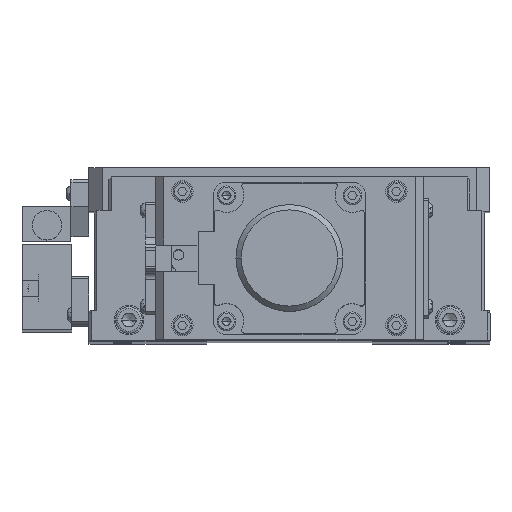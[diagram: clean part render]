
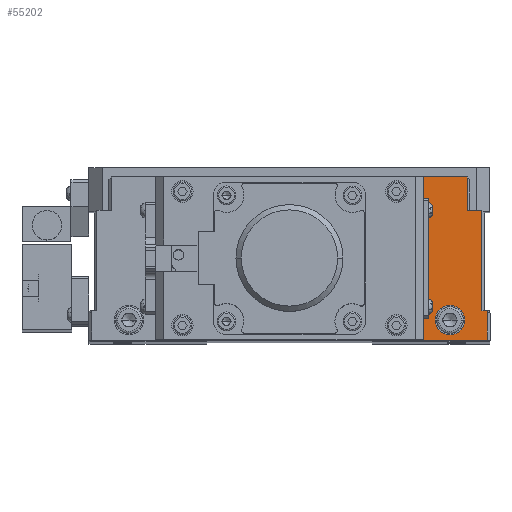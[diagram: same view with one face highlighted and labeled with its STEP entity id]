
A CAD part, top view. The second image highlights one B-rep face of the part: STEP entity #55202.
In plain terms, the highlighted planar face has unit normal (0, 0, 1).
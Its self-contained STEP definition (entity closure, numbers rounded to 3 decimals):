
#741 = VECTOR ( 'NONE', #36123, 1000. ) ;
#1001 = LINE ( 'NONE', #21479, #27606 ) ;
#1184 = VERTEX_POINT ( 'NONE', #37410 ) ;
#1329 = CARTESIAN_POINT ( 'NONE',  ( 74., 0.5, 303. ) ) ;
#1390 = EDGE_CURVE ( 'NONE', #26088, #12348, #5707, .T. ) ;
#1456 = DIRECTION ( 'NONE',  ( 1., 0., 0. ) ) ;
#1652 = DIRECTION ( 'NONE',  ( 0., 0., 1. ) ) ;
#2038 = VERTEX_POINT ( 'NONE', #36984 ) ;
#2440 = ORIENTED_EDGE ( 'NONE', *, *, #1390, .F. ) ;
#2898 = CARTESIAN_POINT ( 'NONE',  ( 72., 11.5, 303. ) ) ;
#3387 = CARTESIAN_POINT ( 'NONE',  ( 50., 61.5, 303. ) ) ;
#4333 = DIRECTION ( 'NONE',  ( -1., 0., 0. ) ) ;
#4499 = LINE ( 'NONE', #9804, #54356 ) ;
#5267 = ORIENTED_EDGE ( 'NONE', *, *, #12677, .T. ) ;
#5707 = CIRCLE ( 'NONE', #43553, 5.5 ) ;
#6358 = VECTOR ( 'NONE', #12703, 1000. ) ;
#6739 = CARTESIAN_POINT ( 'NONE',  ( 74., 11.5, 303. ) ) ;
#7475 = VERTEX_POINT ( 'NONE', #36755 ) ;
#7856 = ORIENTED_EDGE ( 'NONE', *, *, #27660, .F. ) ;
#8069 = DIRECTION ( 'NONE',  ( -1., 0., 0. ) ) ;
#9213 = ORIENTED_EDGE ( 'NONE', *, *, #27972, .F. ) ;
#9804 = CARTESIAN_POINT ( 'NONE',  ( 50., 46., 303. ) ) ;
#9951 = EDGE_CURVE ( 'NONE', #42433, #15768, #28622, .T. ) ;
#11377 = CARTESIAN_POINT ( 'NONE',  ( 66.5, 49., 303. ) ) ;
#12348 = VERTEX_POINT ( 'NONE', #50943 ) ;
#12528 = CARTESIAN_POINT ( 'NONE',  ( 75., 0.5, 303. ) ) ;
#12585 = ORIENTED_EDGE ( 'NONE', *, *, #48715, .F. ) ;
#12677 = EDGE_CURVE ( 'NONE', #50306, #37120, #13699, .T. ) ;
#12703 = DIRECTION ( 'NONE',  ( 0., 1., 0. ) ) ;
#13072 = EDGE_CURVE ( 'NONE', #37252, #40275, #45098, .T. ) ;
#13699 = LINE ( 'NONE', #18428, #741 ) ;
#14055 = CARTESIAN_POINT ( 'NONE',  ( 66.5, 61.5, 303. ) ) ;
#14545 = VERTEX_POINT ( 'NONE', #51386 ) ;
#15491 = CARTESIAN_POINT ( 'NONE',  ( 50., 61.5, 303. ) ) ;
#15768 = VERTEX_POINT ( 'NONE', #6739 ) ;
#15997 = ORIENTED_EDGE ( 'NONE', *, *, #34380, .F. ) ;
#16710 = CARTESIAN_POINT ( 'NONE',  ( 67.5, 61.5, 303. ) ) ;
#17185 = DIRECTION ( 'NONE',  ( 1., 0., 0. ) ) ;
#18349 = CIRCLE ( 'NONE', #28390, 5.5 ) ;
#18428 = CARTESIAN_POINT ( 'NONE',  ( 72., 0.5, 303. ) ) ;
#18687 = VECTOR ( 'NONE', #30239, 1000. ) ;
#18808 = CARTESIAN_POINT ( 'NONE',  ( 60., 8., 303. ) ) ;
#18816 = VERTEX_POINT ( 'NONE', #39469 ) ;
#18949 = EDGE_LOOP ( 'NONE', ( #26161, #24746, #45141, #5267, #7856, #55610, #9213, #31898, #56349, #15997, #48107, #39598 ) ) ;
#19414 = AXIS2_PLACEMENT_3D ( 'NONE', #42700, #34067, #25873 ) ;
#20144 = EDGE_LOOP ( 'NONE', ( #2440, #12585 ) ) ;
#20904 = DIRECTION ( 'NONE',  ( 0., 1., 0. ) ) ;
#21418 = CARTESIAN_POINT ( 'NONE',  ( 73., 11.5, 303. ) ) ;
#21479 = CARTESIAN_POINT ( 'NONE',  ( 50., 16., 303. ) ) ;
#22057 = CARTESIAN_POINT ( 'NONE',  ( 65.5, 8., 303. ) ) ;
#23138 = VECTOR ( 'NONE', #20904, 1000. ) ;
#23561 = LINE ( 'NONE', #49006, #29688 ) ;
#24746 = ORIENTED_EDGE ( 'NONE', *, *, #9951, .T. ) ;
#25873 = DIRECTION ( 'NONE',  ( -1., 0., 0. ) ) ;
#26088 = VERTEX_POINT ( 'NONE', #22057 ) ;
#26161 = ORIENTED_EDGE ( 'NONE', *, *, #56159, .F. ) ;
#26309 = FACE_OUTER_BOUND ( 'NONE', #18949, .T. ) ;
#26653 = DIRECTION ( 'NONE',  ( 1., 0., 0. ) ) ;
#27606 = VECTOR ( 'NONE', #8069, 1000. ) ;
#27660 = EDGE_CURVE ( 'NONE', #37252, #37120, #23561, .T. ) ;
#27972 = EDGE_CURVE ( 'NONE', #18816, #40275, #30280, .T. ) ;
#28053 = EDGE_CURVE ( 'NONE', #7475, #18816, #42595, .T. ) ;
#28204 = CARTESIAN_POINT ( 'NONE',  ( 72., 49., 303. ) ) ;
#28390 = AXIS2_PLACEMENT_3D ( 'NONE', #18808, #1652, #1456 ) ;
#28622 = LINE ( 'NONE', #42310, #23138 ) ;
#29687 = PLANE ( 'NONE',  #19414 ) ;
#29688 = VECTOR ( 'NONE', #44988, 1000. ) ;
#29701 = FACE_BOUND ( 'NONE', #20144, .T. ) ;
#29824 = VECTOR ( 'NONE', #17185, 1000. ) ;
#29999 = VECTOR ( 'NONE', #54742, 1000. ) ;
#30239 = DIRECTION ( 'NONE',  ( 1., 0., 0. ) ) ;
#30280 = LINE ( 'NONE', #16710, #18687 ) ;
#31250 = DIRECTION ( 'NONE',  ( 0., 0., 1. ) ) ;
#31898 = ORIENTED_EDGE ( 'NONE', *, *, #28053, .F. ) ;
#32538 = LINE ( 'NONE', #21418, #29824 ) ;
#33474 = VECTOR ( 'NONE', #38602, 1000. ) ;
#34067 = DIRECTION ( 'NONE',  ( 0., 0., -1. ) ) ;
#34380 = EDGE_CURVE ( 'NONE', #14545, #2038, #55978, .T. ) ;
#34690 = VECTOR ( 'NONE', #50821, 1000. ) ;
#35073 = CARTESIAN_POINT ( 'NONE',  ( 60., 8., 303. ) ) ;
#36123 = DIRECTION ( 'NONE',  ( 0., 1., 0. ) ) ;
#36463 = LINE ( 'NONE', #12528, #52865 ) ;
#36755 = CARTESIAN_POINT ( 'NONE',  ( 50., 46., 303. ) ) ;
#36984 = CARTESIAN_POINT ( 'NONE',  ( 44., 46., 303. ) ) ;
#37120 = VERTEX_POINT ( 'NONE', #28204 ) ;
#37252 = VERTEX_POINT ( 'NONE', #11377 ) ;
#37410 = CARTESIAN_POINT ( 'NONE',  ( 50., 16., 303. ) ) ;
#38602 = DIRECTION ( 'NONE',  ( 0., 1., 0. ) ) ;
#39469 = CARTESIAN_POINT ( 'NONE',  ( 50., 61.5, 303. ) ) ;
#39490 = DIRECTION ( 'NONE',  ( 1., 0., 0. ) ) ;
#39598 = ORIENTED_EDGE ( 'NONE', *, *, #48381, .F. ) ;
#40275 = VERTEX_POINT ( 'NONE', #14055 ) ;
#41270 = EDGE_CURVE ( 'NONE', #2038, #7475, #4499, .T. ) ;
#42310 = CARTESIAN_POINT ( 'NONE',  ( 74., 0.5, 303. ) ) ;
#42433 = VERTEX_POINT ( 'NONE', #1329 ) ;
#42595 = LINE ( 'NONE', #3387, #6358 ) ;
#42700 = CARTESIAN_POINT ( 'NONE',  ( 0., 0.5, 303. ) ) ;
#43553 = AXIS2_PLACEMENT_3D ( 'NONE', #35073, #31250, #39490 ) ;
#44897 = CARTESIAN_POINT ( 'NONE',  ( 50., 0.5, 303. ) ) ;
#44988 = DIRECTION ( 'NONE',  ( 1., 0., 0. ) ) ;
#45098 = LINE ( 'NONE', #56356, #33474 ) ;
#45141 = ORIENTED_EDGE ( 'NONE', *, *, #54374, .F. ) ;
#45798 = EDGE_CURVE ( 'NONE', #1184, #14545, #1001, .T. ) ;
#46351 = CARTESIAN_POINT ( 'NONE',  ( 44., 46., 303. ) ) ;
#48107 = ORIENTED_EDGE ( 'NONE', *, *, #45798, .F. ) ;
#48381 = EDGE_CURVE ( 'NONE', #49214, #1184, #49144, .T. ) ;
#48715 = EDGE_CURVE ( 'NONE', #12348, #26088, #18349, .T. ) ;
#49006 = CARTESIAN_POINT ( 'NONE',  ( 67.5, 49., 303. ) ) ;
#49144 = LINE ( 'NONE', #15491, #34690 ) ;
#49214 = VERTEX_POINT ( 'NONE', #44897 ) ;
#50306 = VERTEX_POINT ( 'NONE', #2898 ) ;
#50821 = DIRECTION ( 'NONE',  ( 0., 1., 0. ) ) ;
#50943 = CARTESIAN_POINT ( 'NONE',  ( 54.5, 8., 303. ) ) ;
#51386 = CARTESIAN_POINT ( 'NONE',  ( 44., 16., 303. ) ) ;
#52865 = VECTOR ( 'NONE', #4333, 1000. ) ;
#54356 = VECTOR ( 'NONE', #26653, 1000. ) ;
#54374 = EDGE_CURVE ( 'NONE', #50306, #15768, #32538, .T. ) ;
#54742 = DIRECTION ( 'NONE',  ( 0., 1., 0. ) ) ;
#55202 = ADVANCED_FACE ( 'NONE', ( #29701, #26309 ), #29687, .F. ) ;
#55610 = ORIENTED_EDGE ( 'NONE', *, *, #13072, .T. ) ;
#55978 = LINE ( 'NONE', #46351, #29999 ) ;
#56159 = EDGE_CURVE ( 'NONE', #42433, #49214, #36463, .T. ) ;
#56349 = ORIENTED_EDGE ( 'NONE', *, *, #41270, .F. ) ;
#56356 = CARTESIAN_POINT ( 'NONE',  ( 66.5, 0.5, 303. ) ) ;
